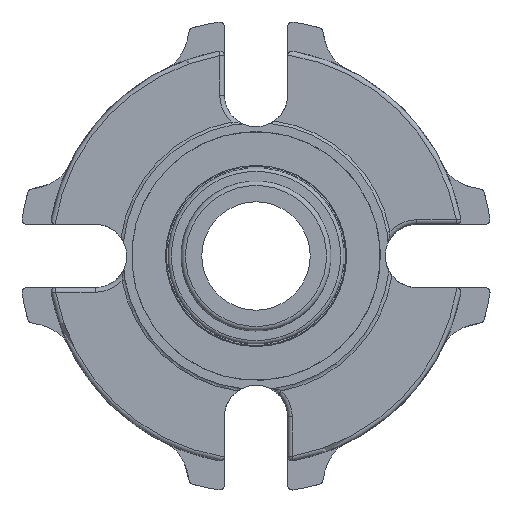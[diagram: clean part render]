
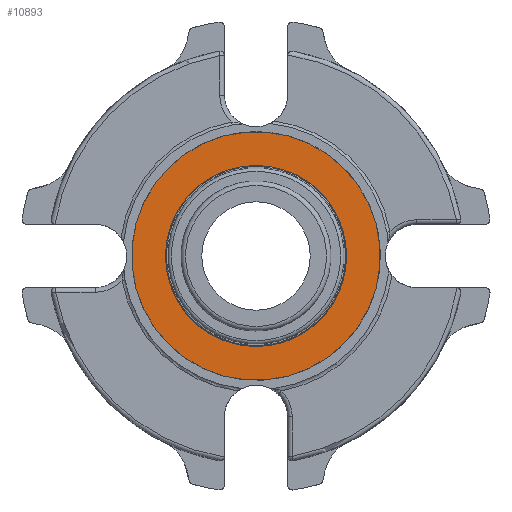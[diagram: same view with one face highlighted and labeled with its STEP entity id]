
A CAD part, front view. The second image highlights one B-rep face of the part: STEP entity #10893.
In plain terms, the highlighted planar face has unit normal (0, -1, 0).
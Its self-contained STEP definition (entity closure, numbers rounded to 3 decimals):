
#1291=PLANE('',#11390);
#1443=ORIENTED_EDGE('',*,*,#3757,.T.);
#1444=ORIENTED_EDGE('',*,*,#3755,.T.);
#3755=EDGE_CURVE('',#4912,#4912,#5656,.T.);
#3757=EDGE_CURVE('',#4914,#4914,#5658,.T.);
#4912=VERTEX_POINT('',#14683);
#4914=VERTEX_POINT('',#14688);
#5656=CIRCLE('',#11388,27.483);
#5658=CIRCLE('',#11391,20.003);
#6142=EDGE_LOOP('',(#1443));
#6143=EDGE_LOOP('',(#1444));
#6715=FACE_BOUND('',#6142,.T.);
#6716=FACE_BOUND('',#6143,.T.);
#10893=ADVANCED_FACE('',(#6715,#6716),#1291,.F.);
#11388=AXIS2_PLACEMENT_3D('',#14682,#12344,#12345);
#11390=AXIS2_PLACEMENT_3D('',#14686,#12348,#12349);
#11391=AXIS2_PLACEMENT_3D('',#14687,#12350,#12351);
#12344=DIRECTION('',(0.,-1.,0.));
#12345=DIRECTION('',(-0.707,0.,0.707));
#12348=DIRECTION('',(0.,1.,0.));
#12349=DIRECTION('',(0.707,0.,-0.707));
#12350=DIRECTION('',(0.,1.,0.));
#12351=DIRECTION('',(0.,0.,1.));
#14682=CARTESIAN_POINT('',(0.,-2.794,0.));
#14683=CARTESIAN_POINT('',(-19.433,-2.794,19.433));
#14686=CARTESIAN_POINT('',(-19.433,-2.794,19.433));
#14687=CARTESIAN_POINT('',(0.,-2.794,0.));
#14688=CARTESIAN_POINT('',(0.,-2.794,20.003));
